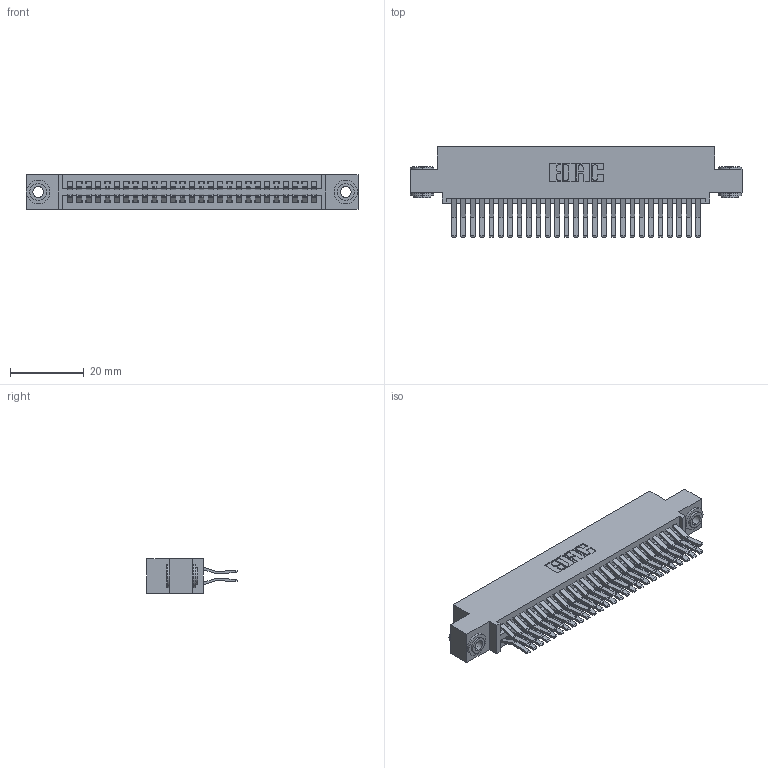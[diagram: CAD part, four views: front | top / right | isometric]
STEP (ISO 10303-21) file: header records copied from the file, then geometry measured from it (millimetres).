
FILE_DESCRIPTION (( 'STEP AP203' ), '1' );
FILE_NAME ('395-054-560-503.STEP', '2018-11-21T22:08:28', ( '' ), ( '' ), 'SwSTEP 2.0', 'SolidWorks 2016', '' );
FILE_SCHEMA (( 'CONFIG_CONTROL_DESIGN' ));
Length unit declared in the file: inch
Products named in the file (4): 345-250-002_345-250-002-102; 345 Part_0.110 Offset - 0.156 Dia-TH; 345-292-001_560 Tail; 395-054-560-503
Assembly tree (57 placements, depth 2):
  395-054-560-503
    345 Part_0.110 Offset - 0.156 Dia-TH
    345-292-001_560 Tail  x54
    345-250-002_345-250-002-102  x2
Bounding box: 89.79 x 24.45 x 9.4 mm (x, y, z)
Volume: 8882.9 mm3; surface area: 14048 mm2
Topology: 57 solids, 57 shells, 2976 faces, 8799 edges, 5790 vertices
Faces by surface type: plane 1876, cylinder 1092, cone 8
Entity records: 24074 total; most frequent: CARTESIAN_POINT 4027, ORIENTED_EDGE 3954, DIRECTION 3603, EDGE_CURVE 1977, LINE 1709, VECTOR 1709, VERTEX_POINT 1314, AXIS2_PLACEMENT_3D 947
